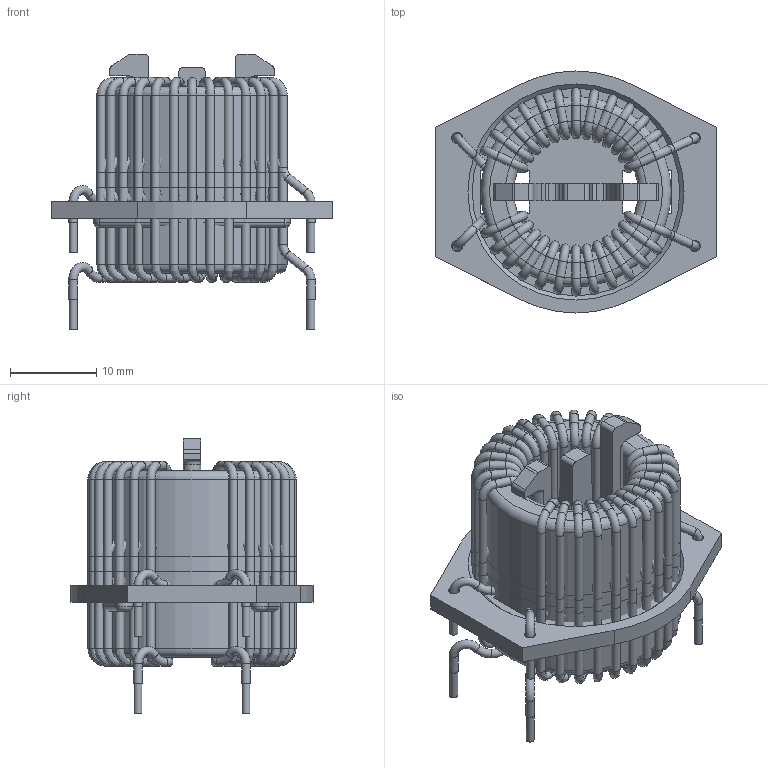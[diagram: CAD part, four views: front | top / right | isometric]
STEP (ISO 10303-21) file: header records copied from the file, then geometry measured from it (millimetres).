
FILE_DESCRIPTION( ( 'Unknown' ), '1' );
FILE_NAME( '744834.stp', 'Unknown', ( 'Unknown' ), ( 'Unknown' ), 'XStep 1.0', 'Unknown', ' ' );
FILE_SCHEMA( ( 'automotive_design' ) );
Length unit declared in the file: millimetre
Products named in the file (5): Assem1; base; core
Bounding box: 32.5 x 28 x 31.9 mm (x, y, z)
Volume: 9929.6 mm3; surface area: 13952.9 mm2
Topology: 8 solids, 8 shells, 658 faces, 1430 edges, 800 vertices
Faces by surface type: cylinder 296, torus 156, bspline 100, plane 96, cone 10
Full cylindrical faces by diameter (mm): 0.8 x8, 0.9 x8, 1 x220, 14.4 x2, 22 x2
Entity records: 20786 total; most frequent: CARTESIAN_POINT 12606, DIRECTION 1360, ORIENTED_EDGE 936, AXIS2_PLACEMENT_3D 616, EDGE_LOOP 590, FACE_OUTER_BOUND 565, EDGE_CURVE 468, VERTEX_POINT 394
